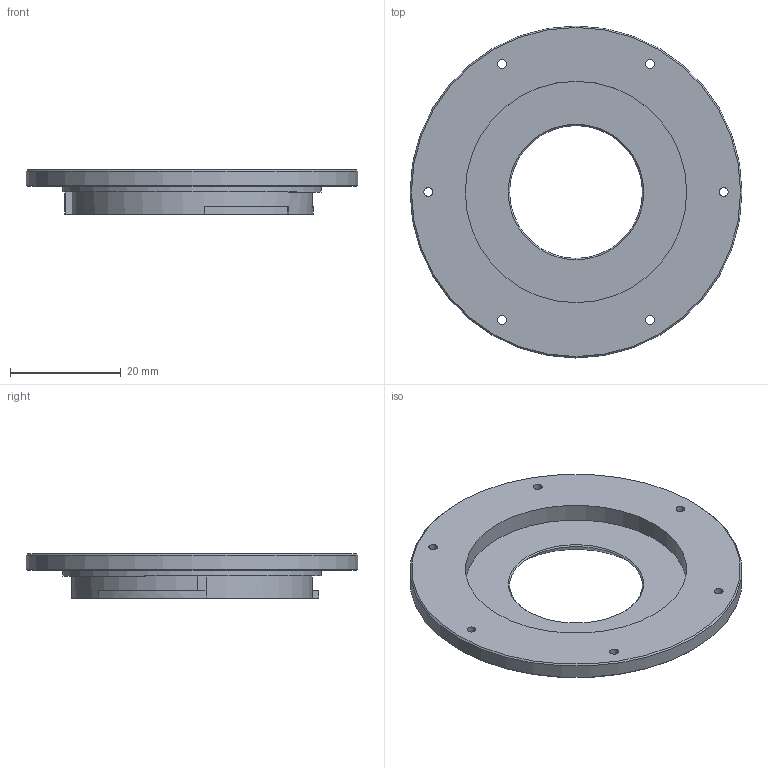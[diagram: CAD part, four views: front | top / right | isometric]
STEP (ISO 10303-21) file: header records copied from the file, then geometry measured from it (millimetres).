
FILE_DESCRIPTION(/* description */ ('Unknown'),/* implementation_level */ '2;1');
FILE_NAME(/* name */ 'lomo_LCA_sonyE_mount',/* time_stamp */ '2024-03-15T12:14:08-04:00',/* author */ ('Unknown'),/* organization */ ('Unknown'),/* preprocessor_version */ 'ST-DEVELOPER v18.1',/* originating_system */ 'Solid Edge',/* authorisation */ 'Unknown');
FILE_SCHEMA (('AUTOMOTIVE_DESIGN {1 0 10303 214 3 1 1}'));
Length unit declared in the file: millimetre
Products named in the file (2): lomo_LCA; lomo_LCA_sonyE_mount
Assembly tree (1 placements, depth 2):
  lomo_LCA
    lomo_LCA_sonyE_mount
Bounding box: 60 x 60 x 8 mm (x, y, z)
Volume: 7742.7 mm3; surface area: 7031 mm2
Topology: 1 solids, 1 shells, 67 faces, 167 edges, 113 vertices
Faces by surface type: plane 32, cylinder 25, cone 10
Full cylindrical faces by diameter (mm): 1.6 x6, 3.5 x6, 40 x2, 46.8 x1, 60 x1
Entity records: 1820 total; most frequent: DIRECTION 327, CARTESIAN_POINT 289, ORIENTED_EDGE 248, AXIS2_PLACEMENT_3D 134, EDGE_CURVE 124, EDGE_LOOP 118, FACE_BOUND 118, VERTEX_POINT 96
